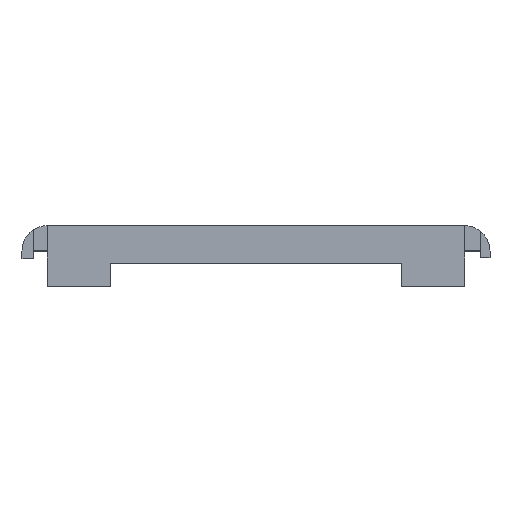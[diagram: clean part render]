
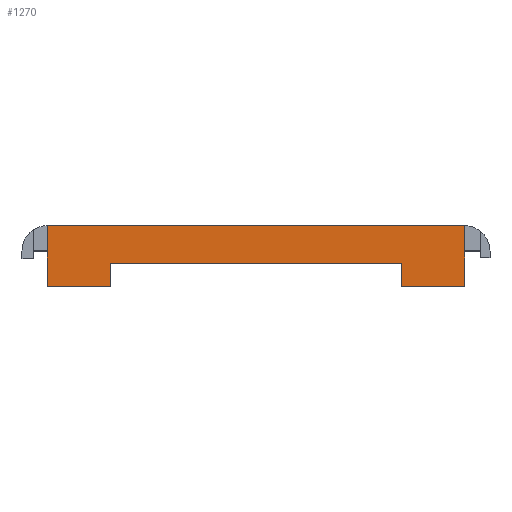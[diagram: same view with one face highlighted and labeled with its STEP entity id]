
A CAD part, top view. The second image highlights one B-rep face of the part: STEP entity #1270.
In plain terms, the highlighted planar face has unit normal (0, 0, 1).
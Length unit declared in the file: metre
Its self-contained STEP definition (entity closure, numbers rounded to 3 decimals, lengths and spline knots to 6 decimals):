
#338=ORIENTED_EDGE('',*,*,#433,.T.);
#339=ORIENTED_EDGE('',*,*,#508,.T.);
#340=ORIENTED_EDGE('',*,*,#584,.F.);
#341=ORIENTED_EDGE('',*,*,#537,.T.);
#342=ORIENTED_EDGE('',*,*,#532,.T.);
#343=ORIENTED_EDGE('',*,*,#521,.T.);
#344=ORIENTED_EDGE('',*,*,#529,.F.);
#345=ORIENTED_EDGE('',*,*,#531,.T.);
#433=EDGE_CURVE('',#615,#614,#729,.T.);
#508=EDGE_CURVE('',#614,#672,#792,.T.);
#521=EDGE_CURVE('',#679,#680,#804,.T.);
#529=EDGE_CURVE('',#685,#680,#812,.T.);
#531=EDGE_CURVE('',#685,#615,#814,.T.);
#532=EDGE_CURVE('',#686,#679,#815,.T.);
#537=EDGE_CURVE('',#689,#686,#820,.T.);
#584=EDGE_CURVE('',#689,#672,#853,.T.);
#614=VERTEX_POINT('',#1725);
#615=VERTEX_POINT('',#1727);
#672=VERTEX_POINT('',#1900);
#679=VERTEX_POINT('',#1928);
#680=VERTEX_POINT('',#1929);
#685=VERTEX_POINT('',#1942);
#686=VERTEX_POINT('',#1950);
#689=VERTEX_POINT('',#1960);
#729=LINE('',#1726,#882);
#792=LINE('',#1901,#945);
#804=LINE('',#1927,#957);
#812=LINE('',#1943,#965);
#814=LINE('',#1947,#967);
#815=LINE('',#1949,#968);
#820=LINE('',#1959,#973);
#853=LINE('',#2098,#1006);
#882=VECTOR('',#1394,1.);
#945=VECTOR('',#1509,1.);
#957=VECTOR('',#1537,1.);
#965=VECTOR('',#1547,1.);
#967=VECTOR('',#1553,1.);
#968=VECTOR('',#1556,1.);
#973=VECTOR('',#1565,1.);
#1006=VECTOR('',#1652,1.);
#1077=EDGE_LOOP('',(#338,#339,#340,#341,#342,#343,#344,#345));
#1144=FACE_BOUND('',#1077,.T.);
#1203=PLANE('',#1363);
#1270=ADVANCED_FACE('',(#1144),#1203,.F.);
#1363=AXIS2_PLACEMENT_3D('',#2099,#1653,#1654);
#1394=DIRECTION('',(0.,1.,0.));
#1509=DIRECTION('',(-1.,0.,0.));
#1537=DIRECTION('',(1.,0.,0.));
#1547=DIRECTION('',(0.,1.,0.));
#1553=DIRECTION('',(1.,0.,0.));
#1556=DIRECTION('',(0.,1.,0.));
#1565=DIRECTION('',(1.,0.,0.));
#1652=DIRECTION('',(0.,1.,0.));
#1653=DIRECTION('',(0.,0.,-1.));
#1654=DIRECTION('',(0.,-1.,0.));
#1725=CARTESIAN_POINT('',(0.016455,0.02019,0.051146));
#1726=CARTESIAN_POINT('',(0.016455,0.017188,0.051146));
#1727=CARTESIAN_POINT('',(0.016455,0.01539,0.051146));
#1900=CARTESIAN_POINT('',(-0.016455,0.02019,0.051146));
#1901=CARTESIAN_POINT('',(-0.010727,0.02019,0.051146));
#1927=CARTESIAN_POINT('',(-0.010727,0.01719,0.051146));
#1928=CARTESIAN_POINT('',(-0.01148,0.01719,0.051146));
#1929=CARTESIAN_POINT('',(0.01148,0.01719,0.051146));
#1942=CARTESIAN_POINT('',(0.01148,0.01539,0.051146));
#1943=CARTESIAN_POINT('',(0.01148,0.01539,0.051146));
#1947=CARTESIAN_POINT('',(-0.010727,0.01539,0.051146));
#1949=CARTESIAN_POINT('',(-0.01148,0.01539,0.051146));
#1950=CARTESIAN_POINT('',(-0.01148,0.01539,0.051146));
#1959=CARTESIAN_POINT('',(-0.010727,0.01539,0.051146));
#1960=CARTESIAN_POINT('',(-0.016455,0.01539,0.051146));
#2098=CARTESIAN_POINT('',(-0.016455,0.017188,0.051146));
#2099=CARTESIAN_POINT('',(-0.010727,0.017188,0.051146));
